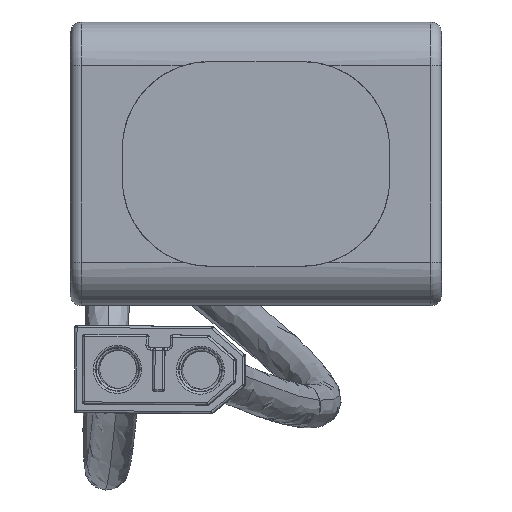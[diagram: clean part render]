
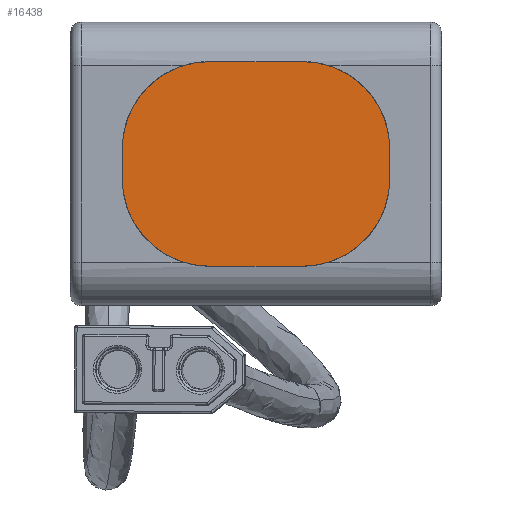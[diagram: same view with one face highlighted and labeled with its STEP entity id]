
A CAD part, left-side view. The second image highlights one B-rep face of the part: STEP entity #16438.
In plain terms, the highlighted planar face has unit normal (-1, 0, 0).
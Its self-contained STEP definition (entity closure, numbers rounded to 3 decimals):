
#177 = EDGE_CURVE ( 'NONE', #1737, #19051, #6595, .T. ) ;
#875 = ORIENTED_EDGE ( 'NONE', *, *, #177, .T. ) ;
#1126 = DIRECTION ( 'NONE',  ( 0., -1., 0. ) ) ;
#1261 = VERTEX_POINT ( 'NONE', #18953 ) ;
#1271 = VECTOR ( 'NONE', #11738, 1000. ) ;
#1714 = CARTESIAN_POINT ( 'NONE',  ( -37.5, -0.74, -0.625 ) ) ;
#1737 = VERTEX_POINT ( 'NONE', #22359 ) ;
#1804 = EDGE_CURVE ( 'NONE', #5087, #1261, #10186, .T. ) ;
#2440 = CARTESIAN_POINT ( 'NONE',  ( -37.5, 7.26, -3.375 ) ) ;
#2843 = DIRECTION ( 'NONE',  ( 0., 0., 1. ) ) ;
#3255 = DIRECTION ( 'NONE',  ( 0., 0., -1. ) ) ;
#3347 = EDGE_CURVE ( 'NONE', #22072, #12911, #12064, .T. ) ;
#4326 = DIRECTION ( 'NONE',  ( -1., 0., 0. ) ) ;
#4712 = ORIENTED_EDGE ( 'NONE', *, *, #3347, .T. ) ;
#5087 = VERTEX_POINT ( 'NONE', #2440 ) ;
#5192 = ORIENTED_EDGE ( 'NONE', *, *, #9372, .T. ) ;
#5377 = DIRECTION ( 'NONE',  ( 0., 0., 1. ) ) ;
#5603 = ORIENTED_EDGE ( 'NONE', *, *, #1804, .T. ) ;
#5728 = ORIENTED_EDGE ( 'NONE', *, *, #17370, .T. ) ;
#6043 = DIRECTION ( 'NONE',  ( 0., 0., -1. ) ) ;
#6233 = ORIENTED_EDGE ( 'NONE', *, *, #10603, .T. ) ;
#6234 = VECTOR ( 'NONE', #1126, 1000. ) ;
#6595 = CIRCLE ( 'NONE', #11474, 8. ) ;
#7556 = ORIENTED_EDGE ( 'NONE', *, *, #10786, .T. ) ;
#7733 = CARTESIAN_POINT ( 'NONE',  ( -37.5, -17.26, -0.625 ) ) ;
#8066 = CARTESIAN_POINT ( 'NONE',  ( -37.5, -9.26, 7.375 ) ) ;
#8797 = VECTOR ( 'NONE', #15373, 1000. ) ;
#9372 = EDGE_CURVE ( 'NONE', #16280, #10528, #17079, .T. ) ;
#10020 = DIRECTION ( 'NONE',  ( -1., 0., 0. ) ) ;
#10186 = CIRCLE ( 'NONE', #11380, 8. ) ;
#10528 = VERTEX_POINT ( 'NONE', #20195 ) ;
#10603 = EDGE_CURVE ( 'NONE', #12911, #16280, #11315, .T. ) ;
#10716 = EDGE_CURVE ( 'NONE', #10528, #1737, #13297, .T. ) ;
#10783 = CARTESIAN_POINT ( 'NONE',  ( -37.5, -17.26, -3.375 ) ) ;
#10786 = EDGE_CURVE ( 'NONE', #1261, #22072, #23159, .T. ) ;
#11315 = LINE ( 'NONE', #17032, #8797 ) ;
#11380 = AXIS2_PLACEMENT_3D ( 'NONE', #19169, #20753, #15222 ) ;
#11474 = AXIS2_PLACEMENT_3D ( 'NONE', #1714, #23217, #3255 ) ;
#11738 = DIRECTION ( 'NONE',  ( 0., 1., 0. ) ) ;
#11759 = CARTESIAN_POINT ( 'NONE',  ( -37.5, -9.26, -3.375 ) ) ;
#12064 = CIRCLE ( 'NONE', #21072, 8. ) ;
#12911 = VERTEX_POINT ( 'NONE', #10783 ) ;
#13069 = CARTESIAN_POINT ( 'NONE',  ( -37.5, 7.26, -0.625 ) ) ;
#13297 = LINE ( 'NONE', #8066, #1271 ) ;
#13778 = DIRECTION ( 'NONE',  ( 0., 0., 1. ) ) ;
#13870 = AXIS2_PLACEMENT_3D ( 'NONE', #17649, #16058, #5377 ) ;
#14588 = ORIENTED_EDGE ( 'NONE', *, *, #10716, .T. ) ;
#15222 = DIRECTION ( 'NONE',  ( 0., 0., 1. ) ) ;
#15373 = DIRECTION ( 'NONE',  ( 0., 0., 1. ) ) ;
#16058 = DIRECTION ( 'NONE',  ( -1., 0., 0. ) ) ;
#16280 = VERTEX_POINT ( 'NONE', #7733 ) ;
#16438 = ADVANCED_FACE ( 'NONE', ( #19947 ), #16959, .T. ) ;
#16959 = PLANE ( 'NONE',  #22052 ) ;
#17032 = CARTESIAN_POINT ( 'NONE',  ( -37.5, -17.26, -3.375 ) ) ;
#17079 = CIRCLE ( 'NONE', #13870, 8. ) ;
#17169 = CARTESIAN_POINT ( 'NONE',  ( -37.5, -9.26, -3.375 ) ) ;
#17309 = CARTESIAN_POINT ( 'NONE',  ( -37.5, -0.74, -11.375 ) ) ;
#17370 = EDGE_CURVE ( 'NONE', #19051, #5087, #20432, .T. ) ;
#17649 = CARTESIAN_POINT ( 'NONE',  ( -37.5, -9.26, -0.625 ) ) ;
#18469 = VECTOR ( 'NONE', #6043, 1000. ) ;
#18953 = CARTESIAN_POINT ( 'NONE',  ( -37.5, -0.74, -11.375 ) ) ;
#19051 = VERTEX_POINT ( 'NONE', #21924 ) ;
#19169 = CARTESIAN_POINT ( 'NONE',  ( -37.5, -0.74, -3.375 ) ) ;
#19947 = FACE_OUTER_BOUND ( 'NONE', #21610, .T. ) ;
#20195 = CARTESIAN_POINT ( 'NONE',  ( -37.5, -9.26, 7.375 ) ) ;
#20432 = LINE ( 'NONE', #13069, #18469 ) ;
#20753 = DIRECTION ( 'NONE',  ( -1., 0., 0. ) ) ;
#21072 = AXIS2_PLACEMENT_3D ( 'NONE', #17169, #10020, #13778 ) ;
#21610 = EDGE_LOOP ( 'NONE', ( #4712, #6233, #5192, #14588, #875, #5728, #5603, #7556 ) ) ;
#21924 = CARTESIAN_POINT ( 'NONE',  ( -37.5, 7.26, -0.625 ) ) ;
#22052 = AXIS2_PLACEMENT_3D ( 'NONE', #11759, #4326, #2843 ) ;
#22072 = VERTEX_POINT ( 'NONE', #22431 ) ;
#22359 = CARTESIAN_POINT ( 'NONE',  ( -37.5, -0.74, 7.375 ) ) ;
#22431 = CARTESIAN_POINT ( 'NONE',  ( -37.5, -9.26, -11.375 ) ) ;
#23159 = LINE ( 'NONE', #17309, #6234 ) ;
#23217 = DIRECTION ( 'NONE',  ( -1., 0., 0. ) ) ;
